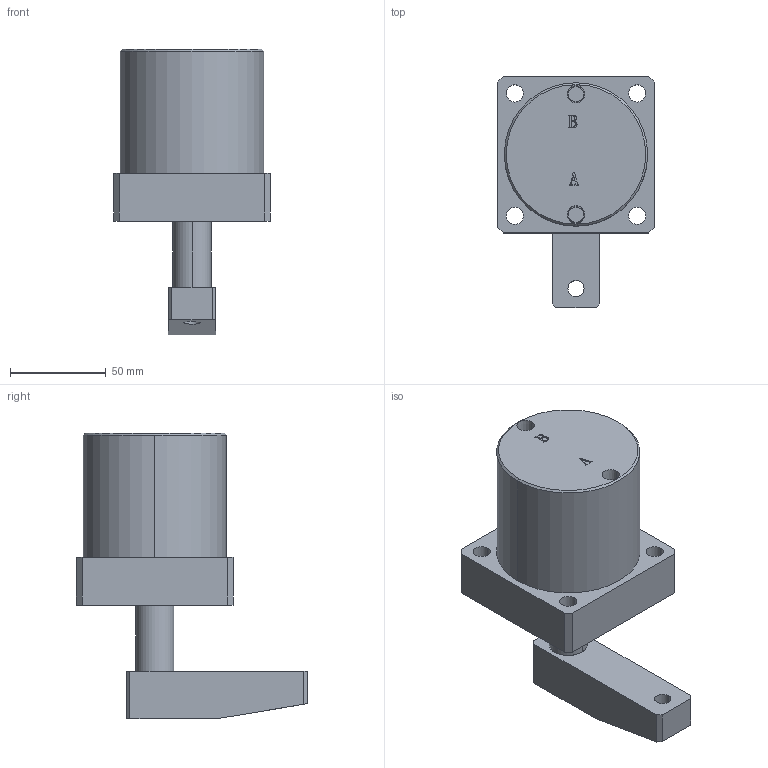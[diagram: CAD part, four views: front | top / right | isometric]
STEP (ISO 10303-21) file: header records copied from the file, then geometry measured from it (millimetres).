
FILE_DESCRIPTION (( 'STEP AP203' ), '1' );
FILE_NAME ('HCAS-FA63S.STEP', '2019-10-14T09:14:03', ( '微软用户' ), ( '微软中国' ), 'SwSTEP 2.0', 'SolidWorks 2012', '' );
FILE_SCHEMA (( 'CONFIG_CONTROL_DESIGN' ));
Length unit declared in the file: millimetre
Products named in the file (5): HCAS-FA63S; hex lobular socket head cap screws-4.8 gb_GB_HEXAGON_TYPE21 M10X20-20-N; HCAS-FA63S等旋; HCAS-FA63S活塞杆; HCAS-FA63掛极
Assembly tree (4 placements, depth 2):
  HCAS-FA63S
    HCAS-FA63掛极
    HCAS-FA63S活塞杆
    HCAS-FA63S等旋
    hex lobular socket head cap screws-4.8 gb_GB_HEXAGON_TYPE21 M10X20-20-N
Bounding box: 82 x 121 x 149.5 mm (x, y, z)
Volume: 413069.4 mm3; surface area: 82873.7 mm2
Topology: 4 solids, 4 shells, 161 faces, 381 edges, 246 vertices
Faces by surface type: plane 77, cylinder 40, bspline 20, cone 14, torus 10
Entity records: 5978 total; most frequent: CARTESIAN_POINT 1763, ORIENTED_EDGE 754, DIRECTION 751, EDGE_CURVE 377, AXIS2_PLACEMENT_3D 266, VERTEX_POINT 246, LINE 219, VECTOR 219
